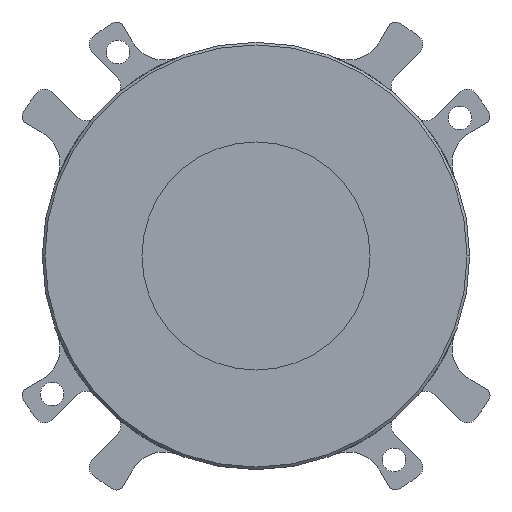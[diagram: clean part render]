
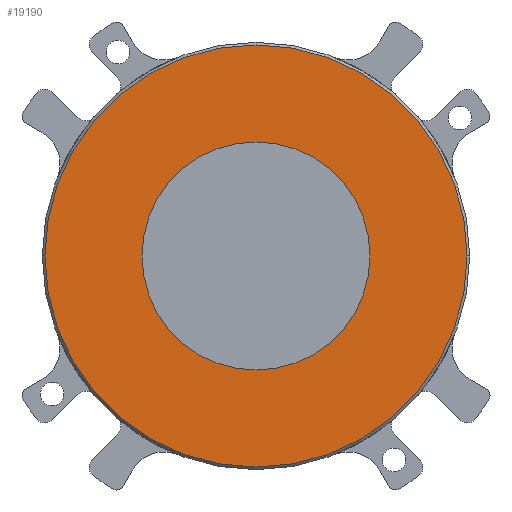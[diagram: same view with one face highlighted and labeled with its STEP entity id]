
A CAD part, left-side view. The second image highlights one B-rep face of the part: STEP entity #19190.
In plain terms, the highlighted planar face has unit normal (-1, 0, 0).
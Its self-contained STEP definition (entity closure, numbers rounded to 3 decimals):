
#100=CARTESIAN_POINT('',(0.,-31.5,0.));
#110=VERTEX_POINT('',#100);
#290=CARTESIAN_POINT('',(0.,31.5,0.));
#300=VERTEX_POINT('',#290);
#330=CARTESIAN_POINT('',(0.,0.,0.));
#340=DIRECTION('',(-1.,0.,0.));
#350=DIRECTION('',(0.,1.,0.));
#360=AXIS2_PLACEMENT_3D('',#330,#340,#350);
#370=CIRCLE('',#360,31.5);
#380=EDGE_CURVE('',#110,#300,#370,.T.);
#590=CARTESIAN_POINT('',(0.,-58.293,0.));
#600=VERTEX_POINT('',#590);
#780=CARTESIAN_POINT('',(0.,58.293,
0.));
#790=VERTEX_POINT('',#780);
#820=CARTESIAN_POINT('',(0.,0.,0.));
#830=DIRECTION('',(-1.,0.,0.));
#840=DIRECTION('',(0.,1.,0.));
#850=AXIS2_PLACEMENT_3D('',#820,#830,#840);
#860=CIRCLE('',#850,58.293);
#870=EDGE_CURVE('',#790,#600,#860,.T.);
#19040=CARTESIAN_POINT('',(0.,44.896,0.));
#19050=DIRECTION('',(-1.,0.,0.));
#19060=DIRECTION('',(0.,1.,0.));
#19070=AXIS2_PLACEMENT_3D('',#19040,#19050,#19060);
#19080=PLANE('',#19070);
#19090=EDGE_CURVE('',#300,#110,#370,.T.);
#19100=ORIENTED_EDGE('',*,*,#19090,.F.);
#19110=ORIENTED_EDGE('',*,*,#380,.F.);
#19120=EDGE_LOOP('',(#19110,#19100));
#19130=FACE_BOUND('',#19120,.T.);
#19140=EDGE_CURVE('',#600,#790,#860,.T.);
#19150=ORIENTED_EDGE('',*,*,#19140,.T.);
#19160=ORIENTED_EDGE('',*,*,#870,.T.);
#19170=EDGE_LOOP('',(#19160,#19150));
#19180=FACE_OUTER_BOUND('',#19170,.T.);
#19190=ADVANCED_FACE('',(#19130,#19180),#19080,.T.);
